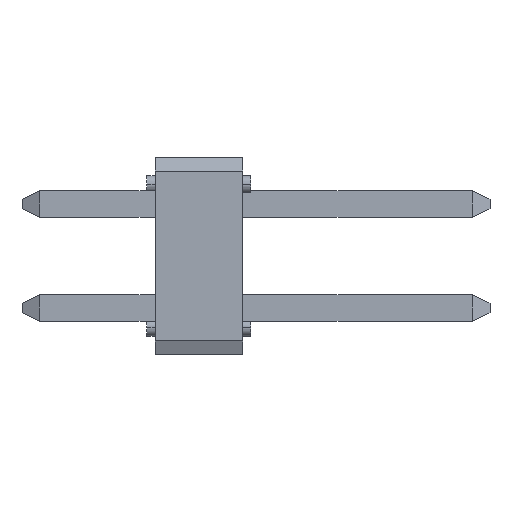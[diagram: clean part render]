
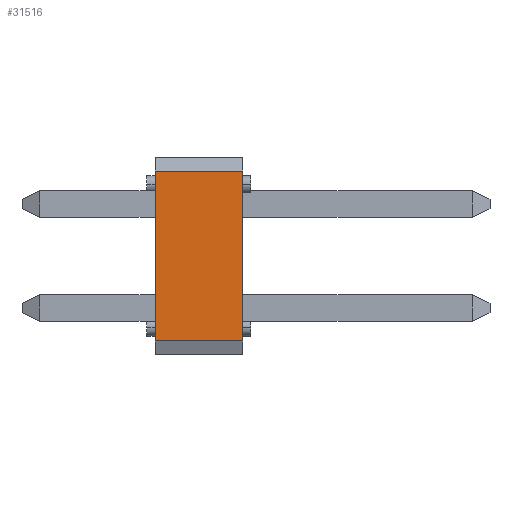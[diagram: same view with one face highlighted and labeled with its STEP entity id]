
A CAD part, front view. The second image highlights one B-rep face of the part: STEP entity #31516.
In plain terms, the highlighted planar face has unit normal (0, -1, 0).
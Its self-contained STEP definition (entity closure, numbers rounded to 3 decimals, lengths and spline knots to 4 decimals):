
#2638=DIRECTION('',(1.,0.,0.));
#2639=VECTOR('',#2638,2.14);
#2640=CARTESIAN_POINT('',(0.,-91.44,-2.075));
#2641=LINE('13847',#2640,#2639);
#2646=DIRECTION('',(0.,0.,1.));
#2647=VECTOR('',#2646,4.15);
#2648=CARTESIAN_POINT('',(0.,-91.44,-2.075));
#2649=LINE('12194',#2648,#2647);
#2650=DIRECTION('',(1.,0.,0.));
#2651=VECTOR('',#2650,2.14);
#2652=CARTESIAN_POINT('',(0.,-91.44,2.075));
#2653=LINE('13848',#2652,#2651);
#2654=DIRECTION('',(0.,0.,-1.));
#2655=VECTOR('',#2654,4.15);
#2656=CARTESIAN_POINT('',(2.14,-91.44,2.075));
#2657=LINE('12776',#2656,#2655);
#23060=CARTESIAN_POINT('',(0.,-91.44,2.075));
#23061=VERTEX_POINT('',#23060);
#23062=CARTESIAN_POINT('',(0.,-91.44,-2.075));
#23063=VERTEX_POINT('',#23062);
#23640=CARTESIAN_POINT('',(2.14,-91.44,-2.075));
#23641=VERTEX_POINT('',#23640);
#23642=CARTESIAN_POINT('',(2.14,-91.44,2.075));
#23643=VERTEX_POINT('',#23642);
#31503=CARTESIAN_POINT('',(1.07,-91.44,0.));
#31504=DIRECTION('',(0.,1.,0.));
#31505=DIRECTION('',(0.,0.,-1.));
#31506=AXIS2_PLACEMENT_3D('',#31503,#31504,#31505);
#31507=PLANE('15520',#31506);
#31508=ORIENTED_EDGE('13847',*,*,#31495,.F.);
#31509=ORIENTED_EDGE('12194',*,*,#29929,.T.);
#31511=ORIENTED_EDGE('13848',*,*,#31510,.T.);
#31513=ORIENTED_EDGE('12776',*,*,#31512,.T.);
#31514=EDGE_LOOP('15520',(#31508,#31509,#31511,#31513));
#31515=FACE_OUTER_BOUND('15520',#31514,.F.);
#29929=EDGE_CURVE('12194',#23063,#23061,#2649,.T.);
#31495=EDGE_CURVE('13847',#23063,#23641,#2641,.T.);
#31510=EDGE_CURVE('13848',#23061,#23643,#2653,.T.);
#31512=EDGE_CURVE('12776',#23643,#23641,#2657,.T.);
#31516=ADVANCED_FACE('15520',(#31515),#31507,.F.);
